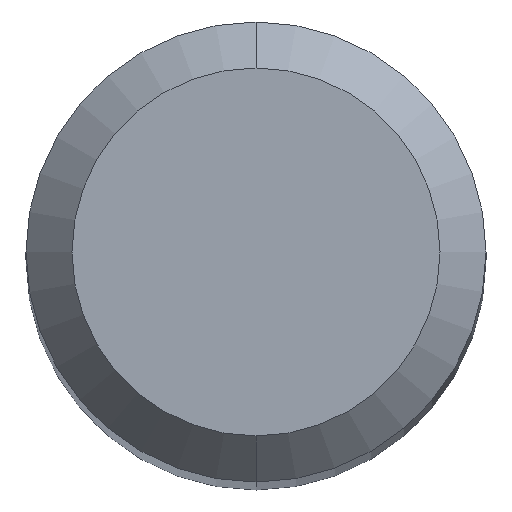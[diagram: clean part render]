
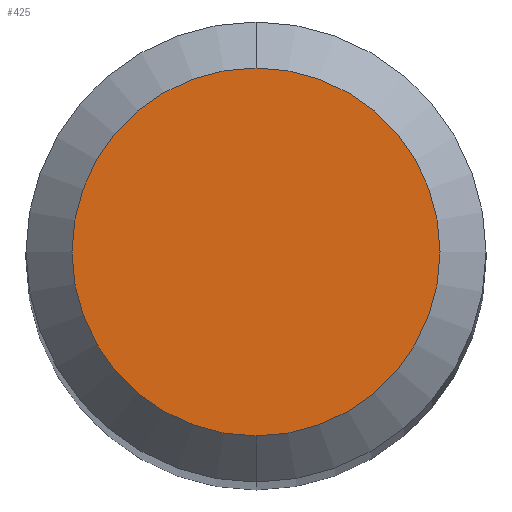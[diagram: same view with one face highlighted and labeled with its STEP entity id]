
A CAD part, top view. The second image highlights one B-rep face of the part: STEP entity #425.
In plain terms, the highlighted planar face has unit normal (0, 0, 1).
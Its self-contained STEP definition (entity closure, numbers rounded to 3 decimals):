
#253=EDGE_CURVE('',#389,#329,#567,.T.);
#329=VERTEX_POINT('',#652);
#389=VERTEX_POINT('',#719);
#411=EDGE_CURVE('',#329,#389,#741,.T.);
#425=ADVANCED_FACE('',(#757),#758,.T.);
#567=CIRCLE('',#968,1.2);
#652=CARTESIAN_POINT('',(0.,-1.2,0.0));
#719=CARTESIAN_POINT('',(0.0,1.2,0.0));
#741=CIRCLE('',#1287,1.2);
#757=FACE_OUTER_BOUND('',#1307,.T.);
#758=PLANE('',#1308);
#968=AXIS2_PLACEMENT_3D('',#1533,#1534,#1535);
#1287=AXIS2_PLACEMENT_3D('',#1722,#1723,#1724);
#1307=EDGE_LOOP('',(#1765,#1766));
#1308=AXIS2_PLACEMENT_3D('',#1767,#1768,#1769);
#1533=CARTESIAN_POINT('',(0.0,0.0,0.0));
#1534=DIRECTION('',(0.0,0.0,-1.0));
#1535=DIRECTION('',(0.0,1.0,0.0));
#1722=CARTESIAN_POINT('',(0.0,0.0,0.0));
#1723=DIRECTION('',(0.0,0.0,-1.0));
#1724=DIRECTION('',(0.0,1.0,0.0));
#1765=ORIENTED_EDGE('',*,*,#253,.F.);
#1766=ORIENTED_EDGE('',*,*,#411,.F.);
#1767=CARTESIAN_POINT('',(0.0,0.6,0.0));
#1768=DIRECTION('',(-0.0,0.0,1.0));
#1769=DIRECTION('',(0.0,-1.0,0.0));
